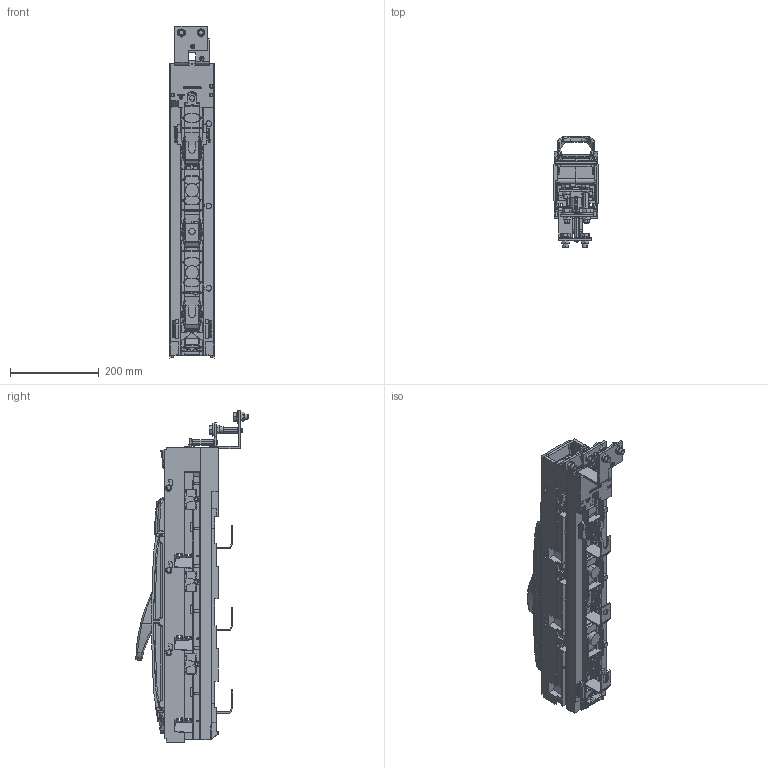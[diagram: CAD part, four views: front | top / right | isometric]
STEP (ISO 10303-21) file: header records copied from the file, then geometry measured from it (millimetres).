
FILE_DESCRIPTION((''),'2;1');
FILE_NAME('PRT0001_SW0002','2020-12-03T09:52:37',('CNVIXU6'),(''),'CREO PARAMETRIC BY PTC INC, 2019164','CREO PARAMETRIC BY PTC INC, 2019164','');
FILE_SCHEMA(('AUTOMOTIVE_DESIGN { 1 0 10303 214 1 1 1 1 }'));
Products named in the file (1): PRT0001_SW0002
Bounding box: 99.04 x 252.15 x 746.39 mm (x, y, z)
Surface area: 714944.9 mm2 (no closed solid volume)
Topology: 0 solids, 108 shells, 3120 faces, 15522 edges, 12099 vertices
Faces by surface type: plane 1693, cylinder 625, bspline 495, cone 137, torus 123, extrusion 29, sphere 18
Entity records: 272211 total; most frequent: CARTESIAN_POINT 144139, ORIENTED_EDGE 22879, DIRECTION 17554, EDGE_CURVE 15493, VERTEX_POINT 12100, VECTOR 9206, LINE 9177, B_SPLINE_CURVE_WITH_KNOTS 4767
